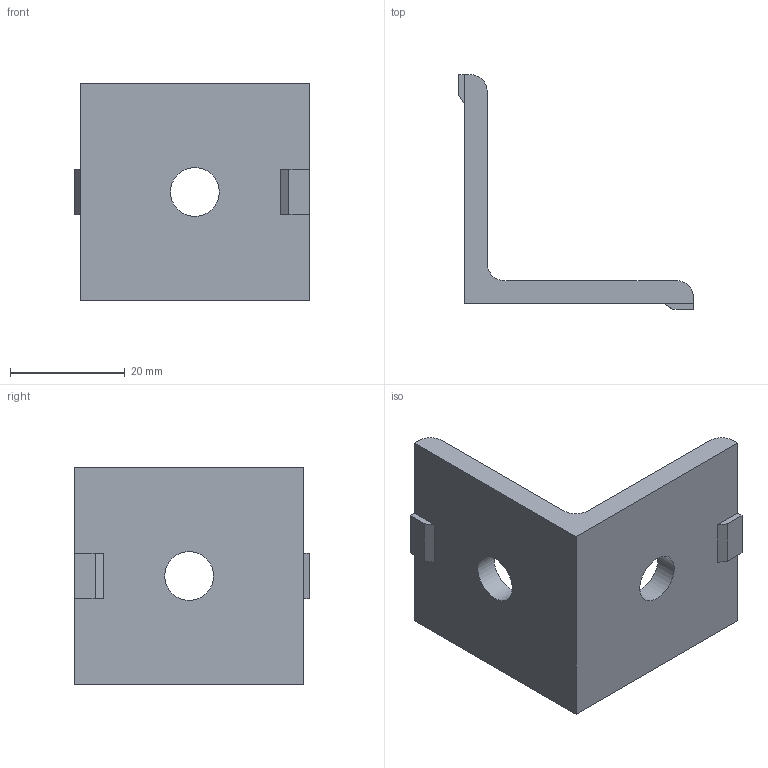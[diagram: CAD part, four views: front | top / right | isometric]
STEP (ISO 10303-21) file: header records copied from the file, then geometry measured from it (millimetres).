
FILE_DESCRIPTION(/* description */ ('SQUADRETTA 40x40x40 L ANTIROT.'),/* implementation_level */ '2;1');
FILE_NAME(/* name */ 'DSQAL0000021.stp',/* time_stamp */ '2018-06-11T14:55:03+02:00',/* author */ ('fzagni'),/* organization */ (''),/* preprocessor_version */ 'ST-DEVELOPER v16.1',/* originating_system */ 'Autodesk Inventor 2016',/* authorisation */ '');
FILE_SCHEMA (('AUTOMOTIVE_DESIGN { 1 0 10303 214 3 1 1 }'));
Length unit declared in the file: millimetre
Products named in the file (1): 30.012.00A
Bounding box: 41 x 41 x 38 mm (x, y, z)
Volume: 11092 mm3; surface area: 6562.5 mm2
Topology: 1 solids, 1 shells, 21 faces, 57 edges, 38 vertices
Faces by surface type: plane 16, cylinder 5
Full cylindrical faces by diameter (mm): 8.5 x2
Entity records: 683 total; most frequent: CARTESIAN_POINT 115, ORIENTED_EDGE 110, DIRECTION 109, EDGE_CURVE 55, LINE 45, VECTOR 45, VERTEX_POINT 38, AXIS2_PLACEMENT_3D 32
